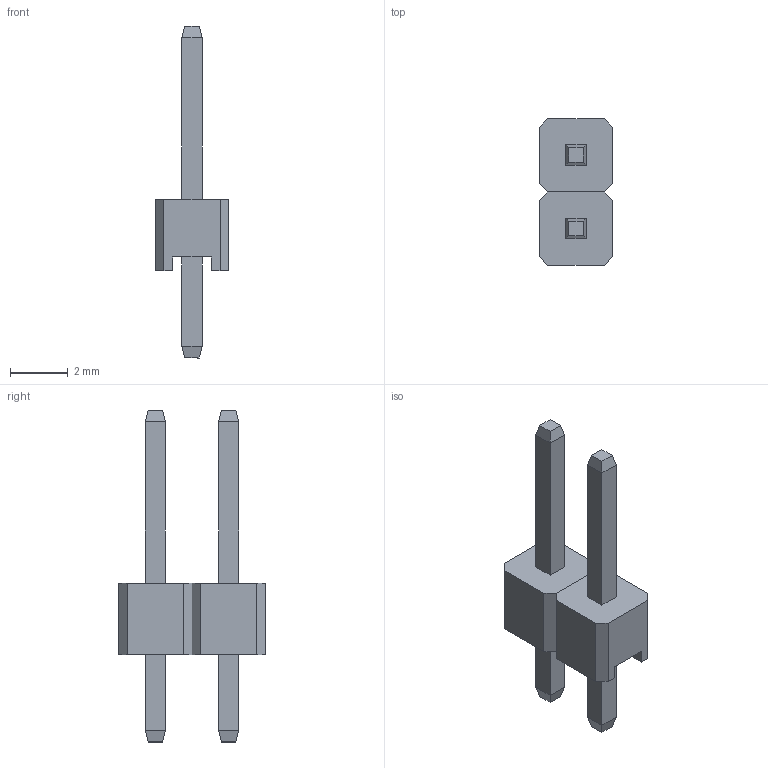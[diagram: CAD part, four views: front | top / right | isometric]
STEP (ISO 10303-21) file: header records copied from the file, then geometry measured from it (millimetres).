
FILE_DESCRIPTION (( 'STEP AP214' ), '1' );
FILE_NAME ('HDR-1x2.STEP', '2018-02-01T02:08:40', ( 'Microsoft' ), ( 'Microsoft' ), 'SwSTEP 2.0', 'SolidWorks 2016', '' );
FILE_SCHEMA (( 'AUTOMOTIVE_DESIGN' ));
Length unit declared in the file: millimetre
Products named in the file (4): 807889256; LOGOԲ_4; HDR2.54-1P; HDR-1x2
Assembly tree (4 placements, depth 3):
  HDR-1x2
    807889256  x2
      HDR2.54-1P
      LOGOԲ_4
Bounding box: 2.54 x 5.08 x 11.5 mm (x, y, z)
Volume: 36.9 mm3; surface area: 126 mm2
Topology: 2 solids, 38 shells, 250 faces, 602 edges, 396 vertices
Faces by surface type: plane 160, bspline 58, cylinder 32
Entity records: 5362 total; most frequent: CARTESIAN_POINT 1098, ORIENTED_EDGE 566, DIRECTION 485, EDGE_CURVE 301, LINE 211, VECTOR 211, VERTEX_POINT 198, UNCERTAINTY_MEASURE_WITH_UNIT 141
